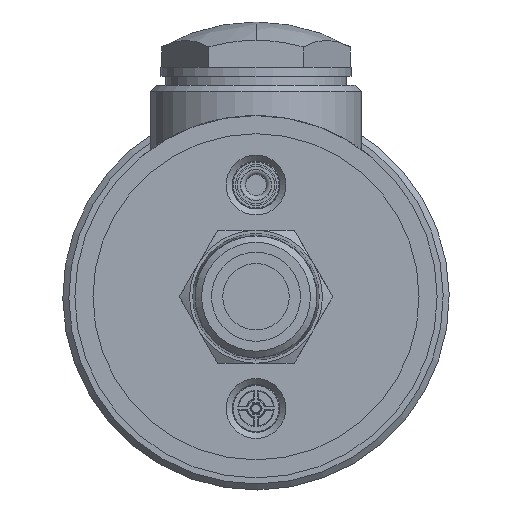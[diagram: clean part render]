
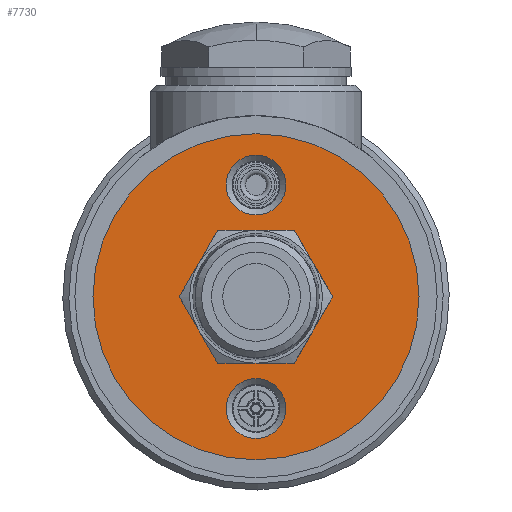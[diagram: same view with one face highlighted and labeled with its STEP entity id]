
A CAD part, front view. The second image highlights one B-rep face of the part: STEP entity #7730.
In plain terms, the highlighted planar face has unit normal (0, -1, 0).
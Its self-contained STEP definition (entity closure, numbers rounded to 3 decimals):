
#118 = AXIS2_PLACEMENT_3D ( 'NONE', #15048, #6167, #11288 ) ;
#604 = EDGE_LOOP ( 'NONE', ( #16154 ) ) ;
#1213 = ORIENTED_EDGE ( 'NONE', *, *, #9904, .T. ) ;
#1606 = EDGE_CURVE ( 'NONE', #12062, #12062, #14494, .T. ) ;
#3479 = CIRCLE ( 'NONE', #9342, 27. ) ;
#3813 = ORIENTED_EDGE ( 'NONE', *, *, #4347, .T. ) ;
#3926 = VERTEX_POINT ( 'NONE', #6509 ) ;
#4248 = CARTESIAN_POINT ( 'NONE',  ( 0., 0., 18.5 ) ) ;
#4347 = EDGE_CURVE ( 'NONE', #16414, #16414, #5706, .T. ) ;
#4870 = FACE_OUTER_BOUND ( 'NONE', #604, .T. ) ;
#4958 = CARTESIAN_POINT ( 'NONE',  ( 0., 0., 0. ) ) ;
#5007 = CARTESIAN_POINT ( 'NONE',  ( -4.95, 0., -18.5 ) ) ;
#5581 = DIRECTION ( 'NONE',  ( 0., 1., 0. ) ) ;
#5626 = DIRECTION ( 'NONE',  ( 0., 1., 0. ) ) ;
#5706 = CIRCLE ( 'NONE', #118, 4.95 ) ;
#5776 = CARTESIAN_POINT ( 'NONE',  ( -4.95, 0., 18.5 ) ) ;
#6167 = DIRECTION ( 'NONE',  ( 0., 1., 0. ) ) ;
#6509 = CARTESIAN_POINT ( 'NONE',  ( -7.475, 0., 0. ) ) ;
#6752 = AXIS2_PLACEMENT_3D ( 'NONE', #4958, #9929, #15005 ) ;
#6975 = DIRECTION ( 'NONE',  ( -1., 0., 0. ) ) ;
#7207 = CARTESIAN_POINT ( 'NONE',  ( 0., 0., 0. ) ) ;
#7619 = EDGE_LOOP ( 'NONE', ( #11333 ) ) ;
#7630 = AXIS2_PLACEMENT_3D ( 'NONE', #8214, #14434, #6975 ) ;
#7730 = ADVANCED_FACE ( 'NONE', ( #11088, #10095, #15175, #4870 ), #15095, .F. ) ;
#8214 = CARTESIAN_POINT ( 'NONE',  ( 0., 0., 0. ) ) ;
#9159 = VERTEX_POINT ( 'NONE', #13891 ) ;
#9342 = AXIS2_PLACEMENT_3D ( 'NONE', #7207, #5626, #10755 ) ;
#9661 = EDGE_LOOP ( 'NONE', ( #3813 ) ) ;
#9904 = EDGE_CURVE ( 'NONE', #3926, #3926, #14759, .T. ) ;
#9929 = DIRECTION ( 'NONE',  ( 0., 1., 0. ) ) ;
#10095 = FACE_BOUND ( 'NONE', #9661, .T. ) ;
#10755 = DIRECTION ( 'NONE',  ( -1., 0., 0. ) ) ;
#11026 = AXIS2_PLACEMENT_3D ( 'NONE', #4248, #5581, #11788 ) ;
#11088 = FACE_BOUND ( 'NONE', #7619, .T. ) ;
#11288 = DIRECTION ( 'NONE',  ( -1., 0., 0. ) ) ;
#11333 = ORIENTED_EDGE ( 'NONE', *, *, #1606, .T. ) ;
#11788 = DIRECTION ( 'NONE',  ( -1., 0., 0. ) ) ;
#12043 = EDGE_CURVE ( 'NONE', #9159, #9159, #3479, .T. ) ;
#12062 = VERTEX_POINT ( 'NONE', #5776 ) ;
#13891 = CARTESIAN_POINT ( 'NONE',  ( -27., 0., 0. ) ) ;
#14434 = DIRECTION ( 'NONE',  ( 0., 1., 0. ) ) ;
#14494 = CIRCLE ( 'NONE', #11026, 4.95 ) ;
#14759 = CIRCLE ( 'NONE', #7630, 7.475 ) ;
#15005 = DIRECTION ( 'NONE',  ( -1., 0., 0. ) ) ;
#15048 = CARTESIAN_POINT ( 'NONE',  ( 0., 0., -18.5 ) ) ;
#15095 = PLANE ( 'NONE',  #6752 ) ;
#15175 = FACE_BOUND ( 'NONE', #15442, .T. ) ;
#15442 = EDGE_LOOP ( 'NONE', ( #1213 ) ) ;
#16154 = ORIENTED_EDGE ( 'NONE', *, *, #12043, .F. ) ;
#16414 = VERTEX_POINT ( 'NONE', #5007 ) ;
